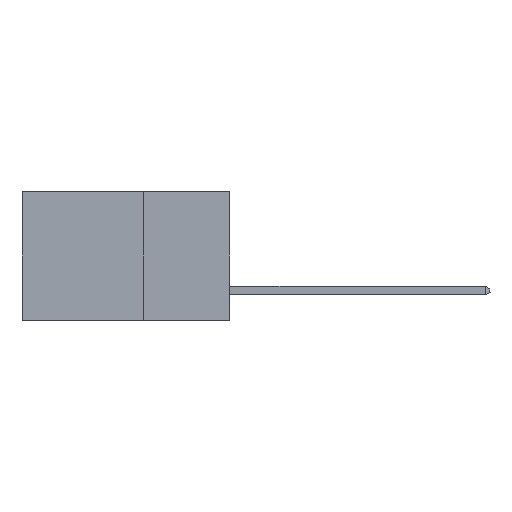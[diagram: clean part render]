
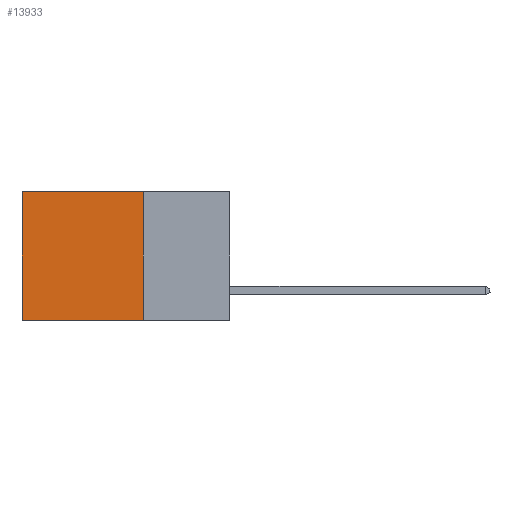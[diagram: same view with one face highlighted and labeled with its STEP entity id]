
A CAD part, left-side view. The second image highlights one B-rep face of the part: STEP entity #13933.
In plain terms, the highlighted planar face has unit normal (-1, 0, 0).
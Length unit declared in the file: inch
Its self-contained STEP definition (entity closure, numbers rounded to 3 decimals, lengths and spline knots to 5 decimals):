
#314 = CARTESIAN_POINT ( 'NONE',  ( 0.298, 0.25, 0. ) ) ;
#447 = CARTESIAN_POINT ( 'NONE',  ( 0.298, 0.25, 0. ) ) ;
#788 = VECTOR ( 'NONE', #3361, 39.37008 ) ;
#2977 = CARTESIAN_POINT ( 'NONE',  ( 0.298, 0.6, 0. ) ) ;
#3289 = LINE ( 'NONE', #12928, #5262 ) ;
#3361 = DIRECTION ( 'NONE',  ( 0., 1., 0. ) ) ;
#3508 = DIRECTION ( 'NONE',  ( 0., 0., -1. ) ) ;
#4065 = VERTEX_POINT ( 'NONE', #447 ) ;
#4105 = CARTESIAN_POINT ( 'NONE',  ( 0.298, 0.25, -0.37 ) ) ;
#4193 = CARTESIAN_POINT ( 'NONE',  ( 0.298, 0.25, 0. ) ) ;
#4207 = EDGE_CURVE ( 'NONE', #11313, #14634, #3289, .T. ) ;
#5262 = VECTOR ( 'NONE', #14344, 39.37008 ) ;
#5667 = PLANE ( 'NONE',  #8628 ) ;
#6956 = LINE ( 'NONE', #11726, #788 ) ;
#7160 = EDGE_CURVE ( 'NONE', #4065, #17988, #6956, .T. ) ;
#7215 = DIRECTION ( 'NONE',  ( 0., 0., -1. ) ) ;
#7413 = ORIENTED_EDGE ( 'NONE', *, *, #4207, .F. ) ;
#8628 = AXIS2_PLACEMENT_3D ( 'NONE', #314, #14219, #17149 ) ;
#8758 = CARTESIAN_POINT ( 'NONE',  ( 0.298, 0.6, -0.37 ) ) ;
#8836 = CARTESIAN_POINT ( 'NONE',  ( 0.298, 0.6, 0. ) ) ;
#11313 = VERTEX_POINT ( 'NONE', #4105 ) ;
#11359 = LINE ( 'NONE', #2977, #12223 ) ;
#11617 = EDGE_CURVE ( 'NONE', #17988, #14634, #11359, .T. ) ;
#11726 = CARTESIAN_POINT ( 'NONE',  ( 0.298, 0.25, 0. ) ) ;
#11905 = ORIENTED_EDGE ( 'NONE', *, *, #11617, .T. ) ;
#12223 = VECTOR ( 'NONE', #7215, 39.37008 ) ;
#12761 = ORIENTED_EDGE ( 'NONE', *, *, #16007, .F. ) ;
#12928 = CARTESIAN_POINT ( 'NONE',  ( 0.298, 0.25, -0.37 ) ) ;
#13375 = ORIENTED_EDGE ( 'NONE', *, *, #7160, .T. ) ;
#13780 = VECTOR ( 'NONE', #3508, 39.37008 ) ;
#13933 = ADVANCED_FACE ( 'NONE', ( #15411 ), #5667, .F. ) ;
#14219 = DIRECTION ( 'NONE',  ( 1., 0., 0. ) ) ;
#14344 = DIRECTION ( 'NONE',  ( 0., 1., 0. ) ) ;
#14634 = VERTEX_POINT ( 'NONE', #8758 ) ;
#15411 = FACE_OUTER_BOUND ( 'NONE', #17387, .T. ) ;
#16007 = EDGE_CURVE ( 'NONE', #4065, #11313, #16209, .T. ) ;
#16209 = LINE ( 'NONE', #4193, #13780 ) ;
#17149 = DIRECTION ( 'NONE',  ( 0., 0., -1. ) ) ;
#17387 = EDGE_LOOP ( 'NONE', ( #11905, #7413, #12761, #13375 ) ) ;
#17988 = VERTEX_POINT ( 'NONE', #8836 ) ;
